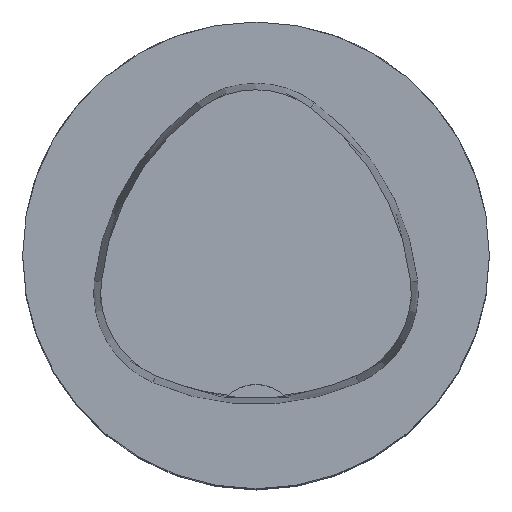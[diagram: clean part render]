
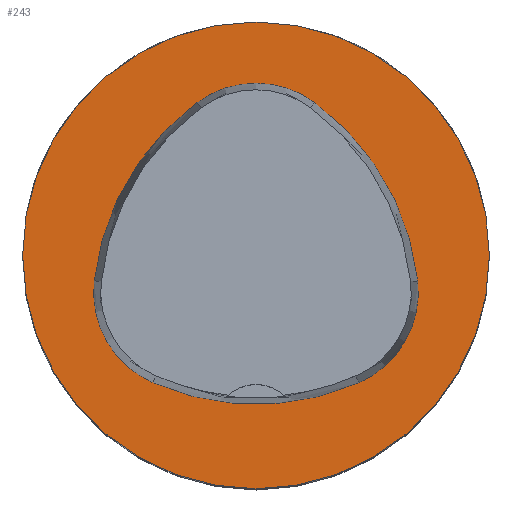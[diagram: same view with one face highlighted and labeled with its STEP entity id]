
A CAD part, top view. The second image highlights one B-rep face of the part: STEP entity #243.
In plain terms, the highlighted planar face has unit normal (0, 0, 1).
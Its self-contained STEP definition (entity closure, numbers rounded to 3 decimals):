
#197=PLANE('',#713);
#243=ADVANCED_FACE('',(#302,#303),#197,.T.);
#302=FACE_BOUND('',#348,.T.);
#303=FACE_BOUND('',#349,.T.);
#348=EDGE_LOOP('',(#451,#452,#453,#454,#455,#456));
#349=EDGE_LOOP('',(#457));
#451=ORIENTED_EDGE('',*,*,#606,.T.);
#452=ORIENTED_EDGE('',*,*,#586,.T.);
#453=ORIENTED_EDGE('',*,*,#590,.T.);
#454=ORIENTED_EDGE('',*,*,#593,.T.);
#455=ORIENTED_EDGE('',*,*,#596,.T.);
#456=ORIENTED_EDGE('',*,*,#604,.T.);
#457=ORIENTED_EDGE('',*,*,#577,.F.);
#527=VERTEX_POINT('',#983);
#536=VERTEX_POINT('',#1002);
#537=VERTEX_POINT('',#1003);
#540=VERTEX_POINT('',#1011);
#542=VERTEX_POINT('',#1017);
#544=VERTEX_POINT('',#1023);
#551=VERTEX_POINT('',#1044);
#577=EDGE_CURVE('',#527,#527,#635,.T.);
#586=EDGE_CURVE('',#536,#537,#636,.T.);
#590=EDGE_CURVE('',#537,#540,#638,.T.);
#593=EDGE_CURVE('',#540,#542,#640,.T.);
#596=EDGE_CURVE('',#542,#544,#642,.T.);
#604=EDGE_CURVE('',#544,#551,#646,.T.);
#606=EDGE_CURVE('',#551,#536,#648,.T.);
#635=CIRCLE('',#685,40.);
#636=CIRCLE('',#691,44.);
#638=CIRCLE('',#694,17.);
#640=CIRCLE('',#697,44.);
#642=CIRCLE('',#700,17.);
#646=CIRCLE('',#705,44.);
#648=CIRCLE('',#708,17.);
#685=AXIS2_PLACEMENT_3D('',#982,#800,#801);
#691=AXIS2_PLACEMENT_3D('',#1001,#816,#817);
#694=AXIS2_PLACEMENT_3D('',#1010,#824,#825);
#697=AXIS2_PLACEMENT_3D('',#1016,#831,#832);
#700=AXIS2_PLACEMENT_3D('',#1022,#838,#839);
#705=AXIS2_PLACEMENT_3D('',#1045,#850,#851);
#708=AXIS2_PLACEMENT_3D('',#1048,#856,#857);
#713=AXIS2_PLACEMENT_3D('',#1053,#866,#867);
#800=DIRECTION('',(0.,0.,-1.));
#801=DIRECTION('',(-1.,0.,0.));
#816=DIRECTION('',(0.,0.,-1.));
#817=DIRECTION('',(-1.,0.,0.));
#824=DIRECTION('',(0.,0.,-1.));
#825=DIRECTION('',(-1.,0.,0.));
#831=DIRECTION('',(0.,0.,-1.));
#832=DIRECTION('',(-1.,0.,0.));
#838=DIRECTION('',(0.,0.,-1.));
#839=DIRECTION('',(-1.,0.,0.));
#850=DIRECTION('',(0.,0.,-1.));
#851=DIRECTION('',(-1.,0.,0.));
#856=DIRECTION('',(0.,0.,-1.));
#857=DIRECTION('',(-1.,0.,0.));
#866=DIRECTION('',(0.,0.,1.));
#867=DIRECTION('',(1.,0.,0.));
#982=CARTESIAN_POINT('',(0.,0.,0.));
#983=CARTESIAN_POINT('',(-40.,0.,0.));
#1001=CARTESIAN_POINT('',(16.01,-9.224,0.));
#1002=CARTESIAN_POINT('',(-27.722,-4.378,0.));
#1003=CARTESIAN_POINT('',(-10.119,26.178,0.));
#1010=CARTESIAN_POINT('',(-0.023,12.5,0.));
#1011=CARTESIAN_POINT('',(10.049,26.194,0.));
#1016=CARTESIAN_POINT('',(-16.021,-9.25,0.));
#1017=CARTESIAN_POINT('',(27.71,-4.394,0.));
#1022=CARTESIAN_POINT('',(10.814,-6.27,0.));
#1023=CARTESIAN_POINT('',(17.611,-21.852,0.));
#1044=CARTESIAN_POINT('',(-17.652,-21.819,0.));
#1045=CARTESIAN_POINT('',(0.017,18.477,0.));
#1048=CARTESIAN_POINT('',(-10.825,-6.25,0.));
#1053=CARTESIAN_POINT('',(0.,0.,0.));
